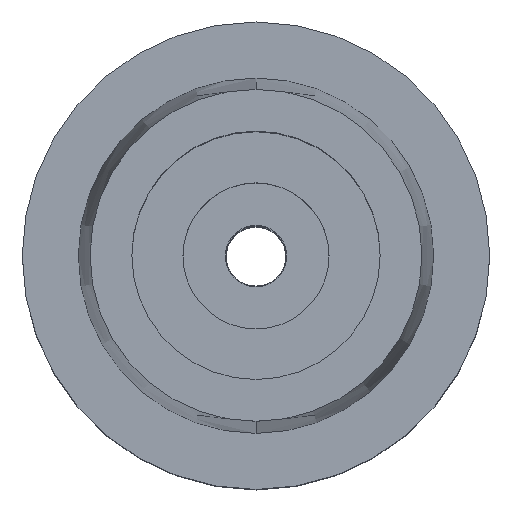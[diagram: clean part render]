
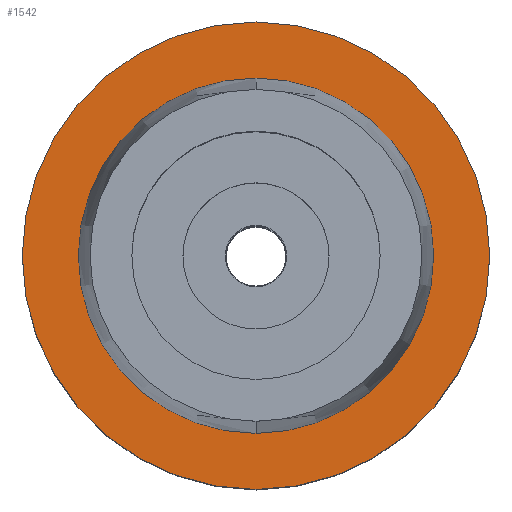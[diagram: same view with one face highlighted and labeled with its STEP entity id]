
A CAD part, top view. The second image highlights one B-rep face of the part: STEP entity #1542.
In plain terms, the highlighted planar face has unit normal (0, 0, 1).
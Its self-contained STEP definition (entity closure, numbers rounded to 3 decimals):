
#88 = EDGE_LOOP ( 'NONE', ( #1442, #451 ) ) ;
#125 = CARTESIAN_POINT ( 'NONE',  ( 0., -16., 0. ) ) ;
#159 = DIRECTION ( 'NONE',  ( 1., 0., 0. ) ) ;
#166 = VERTEX_POINT ( 'NONE', #2543 ) ;
#212 = DIRECTION ( 'NONE',  ( 0., 0., 1. ) ) ;
#394 = CARTESIAN_POINT ( 'NONE',  ( 0., 0., 0. ) ) ;
#422 = CIRCLE ( 'NONE', #1831, 12.16 ) ;
#451 = ORIENTED_EDGE ( 'NONE', *, *, #2522, .F. ) ;
#487 = ORIENTED_EDGE ( 'NONE', *, *, #570, .F. ) ;
#570 = EDGE_CURVE ( 'NONE', #2351, #166, #422, .T. ) ;
#710 = AXIS2_PLACEMENT_3D ( 'NONE', #1190, #2475, #159 ) ;
#775 = CARTESIAN_POINT ( 'NONE',  ( 0., 0., 0. ) ) ;
#998 = CARTESIAN_POINT ( 'NONE',  ( 0., 0., 0. ) ) ;
#1013 = DIRECTION ( 'NONE',  ( 0., 1., 0. ) ) ;
#1067 = VERTEX_POINT ( 'NONE', #125 ) ;
#1190 = CARTESIAN_POINT ( 'NONE',  ( 0., 0., 0. ) ) ;
#1194 = AXIS2_PLACEMENT_3D ( 'NONE', #998, #1878, #1480 ) ;
#1224 = DIRECTION ( 'NONE',  ( 0., 1., 0. ) ) ;
#1255 = VERTEX_POINT ( 'NONE', #1404 ) ;
#1378 = CARTESIAN_POINT ( 'NONE',  ( 0., -12.16, 0. ) ) ;
#1404 = CARTESIAN_POINT ( 'NONE',  ( 0., 16., 0. ) ) ;
#1442 = ORIENTED_EDGE ( 'NONE', *, *, #1943, .F. ) ;
#1480 = DIRECTION ( 'NONE',  ( 0., -1., 0. ) ) ;
#1542 = ADVANCED_FACE ( 'NONE', ( #1859, #2492 ), #2677, .T. ) ;
#1554 = CIRCLE ( 'NONE', #1194, 16. ) ;
#1598 = CIRCLE ( 'NONE', #2328, 16. ) ;
#1786 = EDGE_LOOP ( 'NONE', ( #2432, #487 ) ) ;
#1831 = AXIS2_PLACEMENT_3D ( 'NONE', #2086, #212, #1833 ) ;
#1833 = DIRECTION ( 'NONE',  ( 0., -1., 0. ) ) ;
#1859 = FACE_OUTER_BOUND ( 'NONE', #88, .T. ) ;
#1878 = DIRECTION ( 'NONE',  ( 0., 0., -1. ) ) ;
#1904 = CIRCLE ( 'NONE', #2546, 12.16 ) ;
#1943 = EDGE_CURVE ( 'NONE', #1255, #1067, #1598, .T. ) ;
#2049 = DIRECTION ( 'NONE',  ( 0., 0., 1. ) ) ;
#2086 = CARTESIAN_POINT ( 'NONE',  ( 0., 0., 0. ) ) ;
#2088 = EDGE_CURVE ( 'NONE', #166, #2351, #1904, .T. ) ;
#2328 = AXIS2_PLACEMENT_3D ( 'NONE', #775, #2488, #1013 ) ;
#2351 = VERTEX_POINT ( 'NONE', #1378 ) ;
#2432 = ORIENTED_EDGE ( 'NONE', *, *, #2088, .F. ) ;
#2475 = DIRECTION ( 'NONE',  ( 0., 0., 1. ) ) ;
#2488 = DIRECTION ( 'NONE',  ( 0., 0., -1. ) ) ;
#2492 = FACE_BOUND ( 'NONE', #1786, .T. ) ;
#2522 = EDGE_CURVE ( 'NONE', #1067, #1255, #1554, .T. ) ;
#2543 = CARTESIAN_POINT ( 'NONE',  ( 0., 12.16, 0. ) ) ;
#2546 = AXIS2_PLACEMENT_3D ( 'NONE', #394, #2049, #1224 ) ;
#2677 = PLANE ( 'NONE',  #710 ) ;
